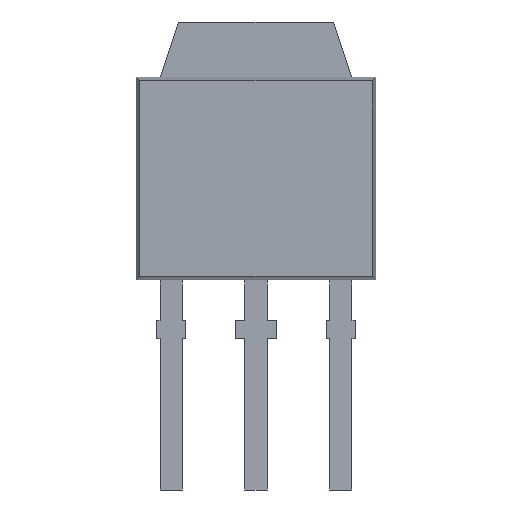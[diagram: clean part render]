
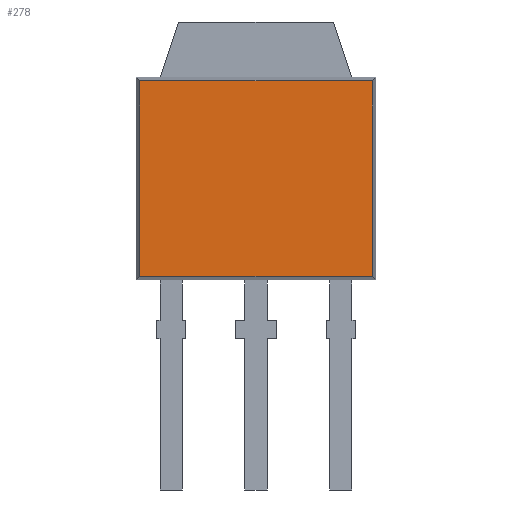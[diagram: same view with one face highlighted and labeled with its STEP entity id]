
A CAD part, front view. The second image highlights one B-rep face of the part: STEP entity #278.
In plain terms, the highlighted planar face has unit normal (0, -1, 0).
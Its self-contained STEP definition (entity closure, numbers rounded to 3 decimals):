
#190 = EDGE_CURVE('',#191,#193,#195,.T.);
#191 = VERTEX_POINT('',#192);
#192 = CARTESIAN_POINT('',(-3.15,-2.3,2.65));
#193 = VERTEX_POINT('',#194);
#194 = CARTESIAN_POINT('',(3.15,-2.3,2.65));
#195 = LINE('',#196,#197);
#196 = CARTESIAN_POINT('',(-3.15,-2.3,2.65));
#197 = VECTOR('',#198,1.);
#198 = DIRECTION('',(1.,0.,0.));
#236 = EDGE_CURVE('',#237,#191,#239,.T.);
#237 = VERTEX_POINT('',#238);
#238 = CARTESIAN_POINT('',(-3.15,-2.3,-2.65));
#239 = LINE('',#240,#241);
#240 = CARTESIAN_POINT('',(-3.15,-2.3,-2.65));
#241 = VECTOR('',#242,1.);
#242 = DIRECTION('',(0.,0.,1.));
#259 = EDGE_CURVE('',#193,#260,#262,.T.);
#260 = VERTEX_POINT('',#261);
#261 = CARTESIAN_POINT('',(3.15,-2.3,-2.65));
#262 = LINE('',#263,#264);
#263 = CARTESIAN_POINT('',(3.15,-2.3,2.65));
#264 = VECTOR('',#265,1.);
#265 = DIRECTION('',(0.,0.,-1.));
#278 = ADVANCED_FACE('',(#279),#290,.F.);
#279 = FACE_BOUND('',#280,.F.);
#280 = EDGE_LOOP('',(#281,#282,#283,#289));
#281 = ORIENTED_EDGE('',*,*,#190,.T.);
#282 = ORIENTED_EDGE('',*,*,#259,.T.);
#283 = ORIENTED_EDGE('',*,*,#284,.T.);
#284 = EDGE_CURVE('',#260,#237,#285,.T.);
#285 = LINE('',#286,#287);
#286 = CARTESIAN_POINT('',(3.15,-2.3,-2.65));
#287 = VECTOR('',#288,1.);
#288 = DIRECTION('',(-1.,0.,0.));
#289 = ORIENTED_EDGE('',*,*,#236,.T.);
#290 = PLANE('',#291);
#291 = AXIS2_PLACEMENT_3D('',#292,#293,#294);
#292 = CARTESIAN_POINT('',(0.,-2.3,0.));
#293 = DIRECTION('',(0.,1.,0.));
#294 = DIRECTION('',(0.,0.,1.));
